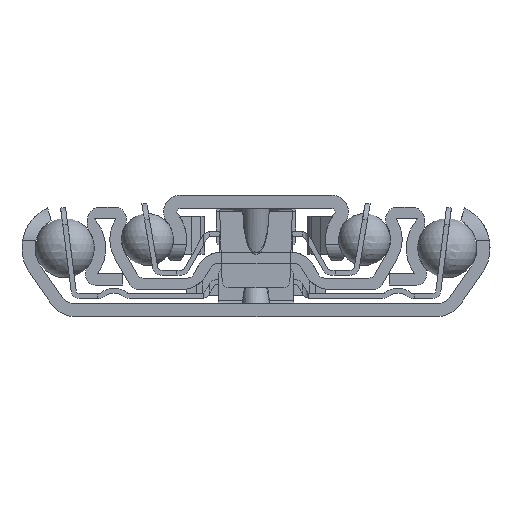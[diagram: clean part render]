
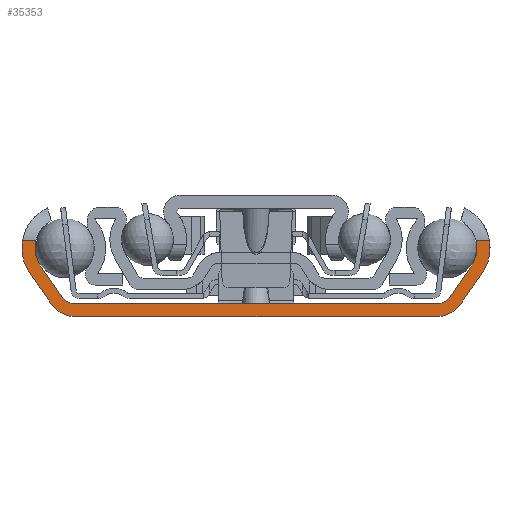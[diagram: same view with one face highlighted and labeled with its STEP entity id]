
A CAD part, left-side view. The second image highlights one B-rep face of the part: STEP entity #35353.
In plain terms, the highlighted planar face has unit normal (-1, 0, 0).
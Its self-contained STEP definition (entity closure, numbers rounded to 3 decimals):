
#656=PLANE('',#37716);
#2022=FACE_OUTER_BOUND('',#3862,.T.);
#3862=EDGE_LOOP('',(#24448,#24449,#24450,#24451,#24452,#24453,#24454,#24455,
#24456,#24457,#24458,#24459,#24460,#24461,#24462,#24463));
#5754=LINE('',#51922,#9197);
#5898=LINE('',#53676,#9341);
#5938=LINE('',#53821,#9381);
#5939=LINE('',#53836,#9382);
#5943=LINE('',#53847,#9386);
#5945=LINE('',#53854,#9388);
#5948=LINE('',#53863,#9391);
#5950=LINE('',#53870,#9393);
#9197=VECTOR('',#41038,10.);
#9341=VECTOR('',#41762,10.);
#9381=VECTOR('',#41872,10.);
#9382=VECTOR('',#41877,10.);
#9386=VECTOR('',#41893,10.);
#9388=VECTOR('',#41901,10.);
#9391=VECTOR('',#41914,10.);
#9393=VECTOR('',#41922,10.);
#12787=CIRCLE('',#37644,6.725);
#12796=CIRCLE('',#37655,4.75);
#12807=CIRCLE('',#37701,4.5);
#12808=CIRCLE('',#37704,4.75);
#12809=CIRCLE('',#37707,2.25);
#12810=CIRCLE('',#37709,2.25);
#12811=CIRCLE('',#37712,6.725);
#12812=CIRCLE('',#37715,4.5);
#14345=VERTEX_POINT('',#51920);
#14346=VERTEX_POINT('',#51921);
#14606=VERTEX_POINT('',#53584);
#14607=VERTEX_POINT('',#53597);
#14619=VERTEX_POINT('',#53627);
#14620=VERTEX_POINT('',#53638);
#14625=VERTEX_POINT('',#53674);
#14626=VERTEX_POINT('',#53675);
#14655=VERTEX_POINT('',#53807);
#14657=VERTEX_POINT('',#53824);
#14659=VERTEX_POINT('',#53843);
#14660=VERTEX_POINT('',#53849);
#14661=VERTEX_POINT('',#53853);
#14662=VERTEX_POINT('',#53859);
#14663=VERTEX_POINT('',#53865);
#14664=VERTEX_POINT('',#53869);
#17989=EDGE_CURVE('',#14345,#14346,#5754,.T.);
#18376=EDGE_CURVE('',#14606,#14607,#12787,.T.);
#18393=EDGE_CURVE('',#14619,#14620,#12796,.T.);
#18399=EDGE_CURVE('',#14625,#14626,#5898,.T.);
#18455=EDGE_CURVE('',#14655,#14619,#5938,.T.);
#18458=EDGE_CURVE('',#14657,#14606,#5939,.T.);
#18462=EDGE_CURVE('',#14659,#14625,#12807,.T.);
#18464=EDGE_CURVE('',#14607,#14659,#5943,.T.);
#18466=EDGE_CURVE('',#14660,#14657,#12808,.T.);
#18467=EDGE_CURVE('',#14661,#14660,#5945,.T.);
#18469=EDGE_CURVE('',#14346,#14661,#12809,.T.);
#18470=EDGE_CURVE('',#14662,#14345,#12810,.T.);
#18472=EDGE_CURVE('',#14620,#14662,#5948,.T.);
#18474=EDGE_CURVE('',#14663,#14655,#12811,.T.);
#18475=EDGE_CURVE('',#14664,#14663,#5950,.T.);
#18477=EDGE_CURVE('',#14626,#14664,#12812,.T.);
#24448=ORIENTED_EDGE('',*,*,#18458,.F.);
#24449=ORIENTED_EDGE('',*,*,#18466,.F.);
#24450=ORIENTED_EDGE('',*,*,#18467,.F.);
#24451=ORIENTED_EDGE('',*,*,#18469,.F.);
#24452=ORIENTED_EDGE('',*,*,#17989,.F.);
#24453=ORIENTED_EDGE('',*,*,#18470,.F.);
#24454=ORIENTED_EDGE('',*,*,#18472,.F.);
#24455=ORIENTED_EDGE('',*,*,#18393,.F.);
#24456=ORIENTED_EDGE('',*,*,#18455,.F.);
#24457=ORIENTED_EDGE('',*,*,#18474,.F.);
#24458=ORIENTED_EDGE('',*,*,#18475,.F.);
#24459=ORIENTED_EDGE('',*,*,#18477,.F.);
#24460=ORIENTED_EDGE('',*,*,#18399,.F.);
#24461=ORIENTED_EDGE('',*,*,#18462,.F.);
#24462=ORIENTED_EDGE('',*,*,#18464,.F.);
#24463=ORIENTED_EDGE('',*,*,#18376,.F.);
#35353=ADVANCED_FACE('',(#2022),#656,.F.);
#37644=AXIS2_PLACEMENT_3D('',#53598,#41722,#41723);
#37655=AXIS2_PLACEMENT_3D('',#53639,#41751,#41752);
#37701=AXIS2_PLACEMENT_3D('',#53844,#41888,#41889);
#37704=AXIS2_PLACEMENT_3D('',#53851,#41897,#41898);
#37707=AXIS2_PLACEMENT_3D('',#53857,#41905,#41906);
#37709=AXIS2_PLACEMENT_3D('',#53860,#41909,#41910);
#37712=AXIS2_PLACEMENT_3D('',#53867,#41918,#41919);
#37715=AXIS2_PLACEMENT_3D('',#53873,#41926,#41927);
#37716=AXIS2_PLACEMENT_3D('',#53874,#41928,#41929);
#41038=DIRECTION('',(0.,-1.,0.));
#41722=DIRECTION('center_axis',(1.,0.,0.));
#41723=DIRECTION('ref_axis',(0.,-0.421,0.907));
#41751=DIRECTION('center_axis',(-1.,0.,0.));
#41752=DIRECTION('ref_axis',(0.,-0.819,0.574));
#41762=DIRECTION('',(0.,1.,0.));
#41872=DIRECTION('',(0.,-1.,0.));
#41877=DIRECTION('',(0.,-1.,0.));
#41888=DIRECTION('center_axis',(1.,0.,0.));
#41889=DIRECTION('ref_axis',(0.,-0.819,-0.574));
#41893=DIRECTION('',(0.,0.574,-0.819));
#41897=DIRECTION('center_axis',(-1.,0.,0.));
#41898=DIRECTION('ref_axis',(0.,0.489,-0.872));
#41901=DIRECTION('',(0.,-0.574,0.819));
#41905=DIRECTION('center_axis',(-1.,0.,0.));
#41906=DIRECTION('ref_axis',(0.,0.819,0.574));
#41909=DIRECTION('center_axis',(-1.,0.,0.));
#41910=DIRECTION('ref_axis',(0.,0.,1.));
#41914=DIRECTION('',(0.,-0.574,-0.819));
#41918=DIRECTION('center_axis',(1.,0.,0.));
#41919=DIRECTION('ref_axis',(0.,0.819,-0.574));
#41922=DIRECTION('',(0.,0.574,0.819));
#41926=DIRECTION('center_axis',(1.,0.,0.));
#41927=DIRECTION('ref_axis',(0.,0.,-1.));
#41928=DIRECTION('center_axis',(1.,0.,0.));
#41929=DIRECTION('ref_axis',(0.,0.,-1.));
#51920=CARTESIAN_POINT('',(0.,27.471,2.));
#51921=CARTESIAN_POINT('',(0.,-27.471,2.));
#51922=CARTESIAN_POINT('',(0.,27.471,2.));
#53584=CARTESIAN_POINT('',(0.,-35.359,11.5));
#53597=CARTESIAN_POINT('',(0.,-34.234,6.543));
#53598=CARTESIAN_POINT('Origin',(0.,-28.725,10.4));
#53627=CARTESIAN_POINT('',(0.,33.346,11.5));
#53638=CARTESIAN_POINT('',(0.,32.616,7.676));
#53639=CARTESIAN_POINT('Origin',(0.,28.725,10.4));
#53674=CARTESIAN_POINT('',(0.,-27.31,0.));
#53675=CARTESIAN_POINT('',(0.,27.31,0.));
#53676=CARTESIAN_POINT('',(0.,0.,0.));
#53807=CARTESIAN_POINT('',(0.,35.359,11.5));
#53821=CARTESIAN_POINT('',(0.,0.,11.5));
#53824=CARTESIAN_POINT('',(0.,-33.346,11.5));
#53836=CARTESIAN_POINT('',(0.,0.,11.5));
#53843=CARTESIAN_POINT('',(0.,-30.996,1.919));
#53844=CARTESIAN_POINT('Origin',(0.,-27.31,4.5));
#53847=CARTESIAN_POINT('',(0.,-34.234,6.543));
#53849=CARTESIAN_POINT('',(0.,-32.616,7.676));
#53851=CARTESIAN_POINT('Origin',(0.,-28.725,10.4));
#53853=CARTESIAN_POINT('',(0.,-29.314,2.959));
#53854=CARTESIAN_POINT('',(0.,-29.314,2.959));
#53857=CARTESIAN_POINT('Origin',(0.,-27.471,4.25));
#53859=CARTESIAN_POINT('',(0.,29.314,2.959));
#53860=CARTESIAN_POINT('Origin',(0.,27.471,4.25));
#53863=CARTESIAN_POINT('',(0.,32.616,7.676));
#53865=CARTESIAN_POINT('',(0.,34.234,6.543));
#53867=CARTESIAN_POINT('Origin',(0.,28.725,10.4));
#53869=CARTESIAN_POINT('',(0.,30.996,1.919));
#53870=CARTESIAN_POINT('',(0.,30.996,1.919));
#53873=CARTESIAN_POINT('Origin',(0.,27.31,4.5));
#53874=CARTESIAN_POINT('Origin',(0.,0.,3.636));
